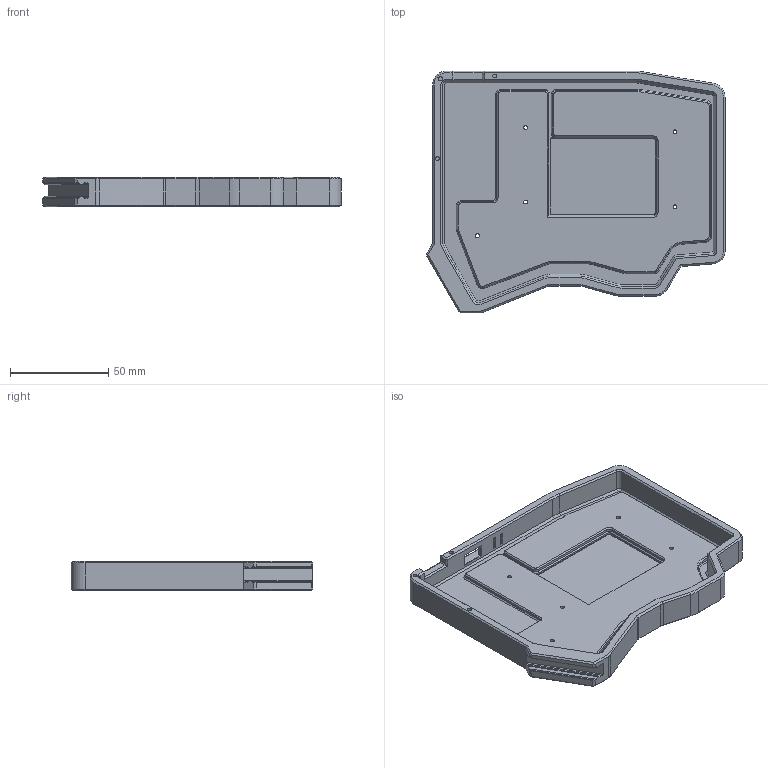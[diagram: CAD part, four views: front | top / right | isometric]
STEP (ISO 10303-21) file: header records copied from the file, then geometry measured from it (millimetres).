
FILE_DESCRIPTION(/* description */ ('STEP AP242','CAx-IF Rec.Pracs.---Representation and Presentation of Product Manufacturing Information (PMI)---4.0---2014-10-13','CAx-IF Rec.Pracs.---3D Tessellated Geometry---0.4---2014-09-14','2;1'),/* implementation_level */ '2;1');
FILE_NAME(/* name */ '6694ded4bcf7dc440454f449',/* time_stamp */ '2024-07-15T08:33:25Z',/* author */ (''),/* organization */ (''),/* preprocessor_version */ 'ST-DEVELOPER v20',/* originating_system */ ' ',/* authorisation */ ' ');
FILE_SCHEMA (('AP242_MANAGED_MODEL_BASED_3D_ENGINEERING_MIM_LF { 1 0 10303 442 1 1 4 }'));
Length unit declared in the file: metre
Products named in the file (1): Case
Bounding box: 152.08 x 123.31 x 15 mm (x, y, z)
Volume: 88241.4 mm3; surface area: 47858.2 mm2
Topology: 1 solids, 1 shells, 555 faces, 1280 edges, 736 vertices
Faces by surface type: plane 423, cone 82, cylinder 49, bspline 1
Full cylindrical faces by diameter (mm): 2 x8
Entity records: 15086 total; most frequent: CARTESIAN_POINT 2621, DIRECTION 2536, ORIENTED_EDGE 2534, EDGE_CURVE 1267, LINE 1070, VECTOR 1070, VERTEX_POINT 736, AXIS2_PLACEMENT_3D 733
